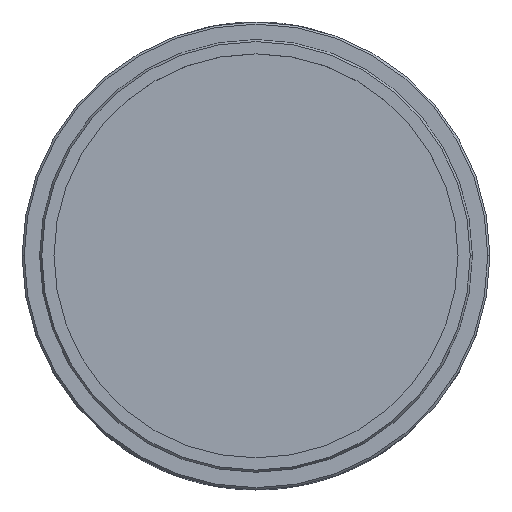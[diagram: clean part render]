
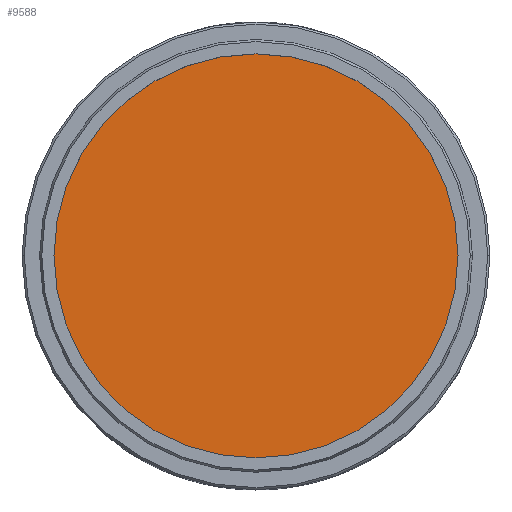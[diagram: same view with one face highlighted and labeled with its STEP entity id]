
A CAD part, top view. The second image highlights one B-rep face of the part: STEP entity #9588.
In plain terms, the highlighted planar face has unit normal (0, 0, 1).
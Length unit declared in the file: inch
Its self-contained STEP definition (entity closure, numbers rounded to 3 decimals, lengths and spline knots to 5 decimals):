
#266 = FACE_OUTER_BOUND ( 'NONE', #3030, .T. ) ;
#749 = CARTESIAN_POINT ( 'NONE',  ( 0., 0., 0.175 ) ) ;
#763 = CIRCLE ( 'NONE', #4119, 0.99722 ) ;
#784 = CARTESIAN_POINT ( 'NONE',  ( 0., 0., 0.175 ) ) ;
#1070 = PLANE ( 'NONE',  #8388 ) ;
#1166 = DIRECTION ( 'NONE',  ( 0., 0., -1. ) ) ;
#1961 = DIRECTION ( 'NONE',  ( -0.924, -0.383, 0. ) ) ;
#1998 = DIRECTION ( 'NONE',  ( -0.924, -0.383, 0. ) ) ;
#2765 = CIRCLE ( 'NONE', #10466, 0.99722 ) ;
#3030 = EDGE_LOOP ( 'NONE', ( #3090, #9438 ) ) ;
#3090 = ORIENTED_EDGE ( 'NONE', *, *, #4713, .F. ) ;
#3097 = VERTEX_POINT ( 'NONE', #10625 ) ;
#4119 = AXIS2_PLACEMENT_3D ( 'NONE', #784, #9126, #1998 ) ;
#4713 = EDGE_CURVE ( 'NONE', #3097, #7864, #2765, .T. ) ;
#7864 = VERTEX_POINT ( 'NONE', #15197 ) ;
#8193 = CARTESIAN_POINT ( 'NONE',  ( 0., 0., 0.175 ) ) ;
#8388 = AXIS2_PLACEMENT_3D ( 'NONE', #8193, #1166, #9508 ) ;
#9081 = DIRECTION ( 'NONE',  ( 0., 0., -1. ) ) ;
#9126 = DIRECTION ( 'NONE',  ( 0., 0., -1. ) ) ;
#9438 = ORIENTED_EDGE ( 'NONE', *, *, #12659, .F. ) ;
#9508 = DIRECTION ( 'NONE',  ( -0.924, -0.383, 0. ) ) ;
#9588 = ADVANCED_FACE ( 'NONE', ( #266 ), #1070, .F. ) ;
#10466 = AXIS2_PLACEMENT_3D ( 'NONE', #749, #9081, #1961 ) ;
#10625 = CARTESIAN_POINT ( 'NONE',  ( -0.92116, -0.38198, 0.175 ) ) ;
#12659 = EDGE_CURVE ( 'NONE', #7864, #3097, #763, .T. ) ;
#15197 = CARTESIAN_POINT ( 'NONE',  ( 0.92116, 0.38198, 0.175 ) ) ;
